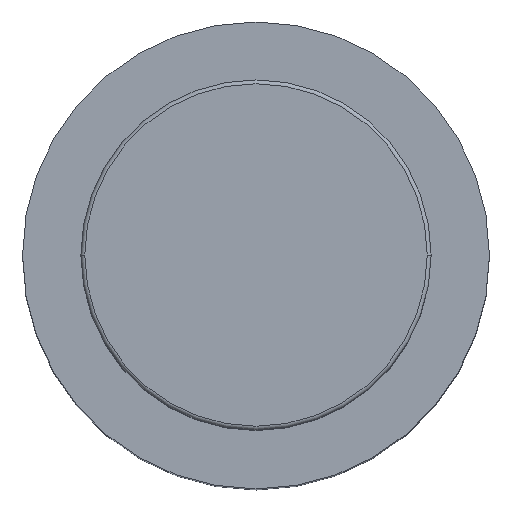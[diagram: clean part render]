
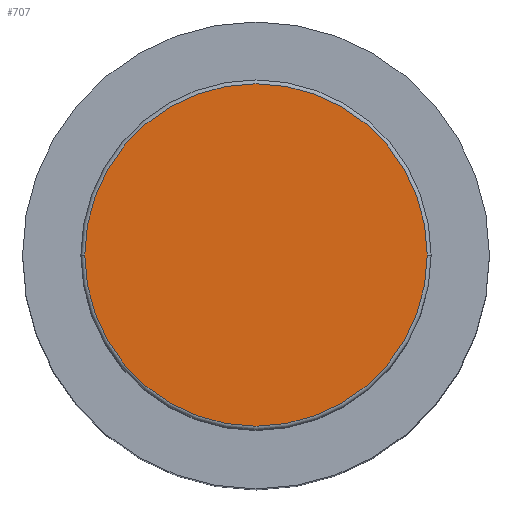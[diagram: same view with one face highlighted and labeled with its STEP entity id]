
A CAD part, top view. The second image highlights one B-rep face of the part: STEP entity #707.
In plain terms, the highlighted planar face has unit normal (0, 0, 1).
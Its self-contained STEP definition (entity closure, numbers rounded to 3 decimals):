
#265 = EDGE_CURVE ( 'NONE', #655, #361, #626, .T. ) ;
#361 = VERTEX_POINT ( 'NONE', #1200 ) ;
#480 = AXIS2_PLACEMENT_3D ( 'NONE', #1281, #1013, #588 ) ;
#501 = DIRECTION ( 'NONE',  ( 0., 0., 1. ) ) ;
#580 = ORIENTED_EDGE ( 'NONE', *, *, #1028, .T. ) ;
#588 = DIRECTION ( 'NONE',  ( 1., 0., 0. ) ) ;
#615 = AXIS2_PLACEMENT_3D ( 'NONE', #1230, #1227, #1150 ) ;
#626 = CIRCLE ( 'NONE', #954, 44. ) ;
#632 = CIRCLE ( 'NONE', #480, 44. ) ;
#655 = VERTEX_POINT ( 'NONE', #1026 ) ;
#707 = ADVANCED_FACE ( 'NONE', ( #842 ), #941, .T. ) ;
#758 = CARTESIAN_POINT ( 'NONE',  ( 0., 0., 225. ) ) ;
#842 = FACE_OUTER_BOUND ( 'NONE', #1178, .T. ) ;
#875 = DIRECTION ( 'NONE',  ( 1., 0., 0. ) ) ;
#941 = PLANE ( 'NONE',  #615 ) ;
#954 = AXIS2_PLACEMENT_3D ( 'NONE', #758, #501, #875 ) ;
#1013 = DIRECTION ( 'NONE',  ( 0., 0., 1. ) ) ;
#1026 = CARTESIAN_POINT ( 'NONE',  ( 44., 0., 225. ) ) ;
#1028 = EDGE_CURVE ( 'NONE', #361, #655, #632, .T. ) ;
#1074 = ORIENTED_EDGE ( 'NONE', *, *, #265, .T. ) ;
#1150 = DIRECTION ( 'NONE',  ( 1., 0., 0. ) ) ;
#1178 = EDGE_LOOP ( 'NONE', ( #1074, #580 ) ) ;
#1200 = CARTESIAN_POINT ( 'NONE',  ( -44., 0., 225. ) ) ;
#1227 = DIRECTION ( 'NONE',  ( 0., 0., 1. ) ) ;
#1230 = CARTESIAN_POINT ( 'NONE',  ( 0., 0., 225. ) ) ;
#1281 = CARTESIAN_POINT ( 'NONE',  ( 0., 0., 225. ) ) ;
